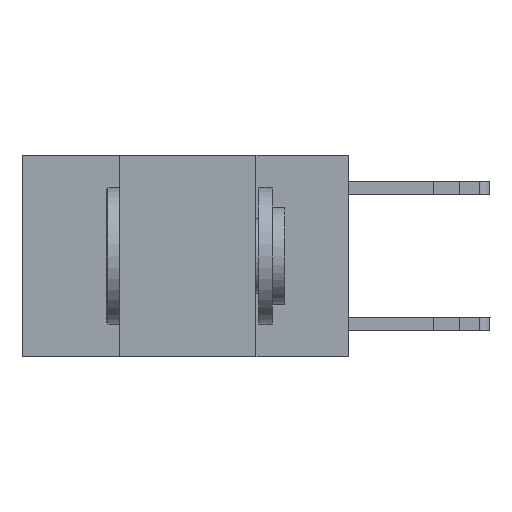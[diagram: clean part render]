
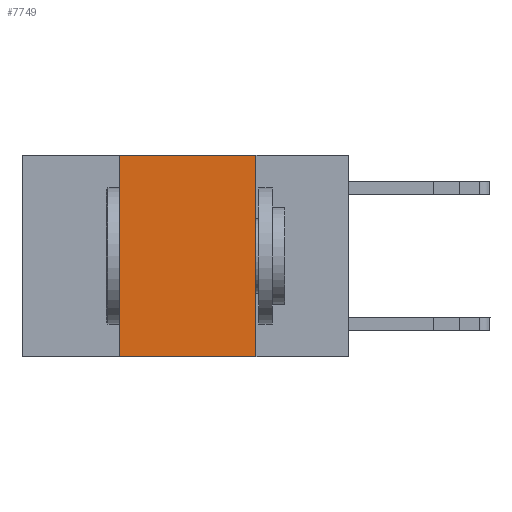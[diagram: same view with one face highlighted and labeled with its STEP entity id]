
A CAD part, left-side view. The second image highlights one B-rep face of the part: STEP entity #7749.
In plain terms, the highlighted planar face has unit normal (-1, 0, 0).
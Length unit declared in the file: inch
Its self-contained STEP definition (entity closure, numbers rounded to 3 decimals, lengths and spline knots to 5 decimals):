
#291 = EDGE_CURVE ( 'NONE', #14530, #4457, #21856, .T. ) ;
#1785 = EDGE_CURVE ( 'NONE', #14530, #7289, #11125, .T. ) ;
#2319 = LINE ( 'NONE', #27008, #3579 ) ;
#2567 = ORIENTED_EDGE ( 'NONE', *, *, #291, .T. ) ;
#2677 = VERTEX_POINT ( 'NONE', #12543 ) ;
#2830 = CARTESIAN_POINT ( 'NONE',  ( 0., 0.42, 0. ) ) ;
#3579 = VECTOR ( 'NONE', #14877, 39.37008 ) ;
#3844 = DIRECTION ( 'NONE',  ( 0., -1., 0. ) ) ;
#4457 = VERTEX_POINT ( 'NONE', #11669 ) ;
#6378 = VECTOR ( 'NONE', #26335, 39.37008 ) ;
#6689 = EDGE_LOOP ( 'NONE', ( #27041, #27094, #9983, #2567 ) ) ;
#7289 = VERTEX_POINT ( 'NONE', #2830 ) ;
#7449 = LINE ( 'NONE', #16605, #13063 ) ;
#7749 = ADVANCED_FACE ( 'NONE', ( #24544 ), #18266, .F. ) ;
#8183 = CARTESIAN_POINT ( 'NONE',  ( 0., 0.6, -0.37 ) ) ;
#8418 = DIRECTION ( 'NONE',  ( 0., -1., 0. ) ) ;
#9048 = AXIS2_PLACEMENT_3D ( 'NONE', #18235, #17904, #17822 ) ;
#9983 = ORIENTED_EDGE ( 'NONE', *, *, #1785, .F. ) ;
#11125 = LINE ( 'NONE', #19087, #6378 ) ;
#11669 = CARTESIAN_POINT ( 'NONE',  ( 0., 0.17, -0.37 ) ) ;
#12543 = CARTESIAN_POINT ( 'NONE',  ( 0., 0.17, 0. ) ) ;
#13063 = VECTOR ( 'NONE', #3844, 39.37008 ) ;
#14530 = VERTEX_POINT ( 'NONE', #25022 ) ;
#14877 = DIRECTION ( 'NONE',  ( 0., 0., -1. ) ) ;
#16605 = CARTESIAN_POINT ( 'NONE',  ( 0., 0.6, 0. ) ) ;
#17058 = VECTOR ( 'NONE', #8418, 39.37008 ) ;
#17822 = DIRECTION ( 'NONE',  ( 0., 0., -1. ) ) ;
#17904 = DIRECTION ( 'NONE',  ( 1., 0., 0. ) ) ;
#17911 = EDGE_CURVE ( 'NONE', #2677, #4457, #2319, .T. ) ;
#18235 = CARTESIAN_POINT ( 'NONE',  ( 0., 0.6, 0. ) ) ;
#18266 = PLANE ( 'NONE',  #9048 ) ;
#19087 = CARTESIAN_POINT ( 'NONE',  ( 0., 0.42, 0. ) ) ;
#21856 = LINE ( 'NONE', #8183, #17058 ) ;
#24544 = FACE_OUTER_BOUND ( 'NONE', #6689, .T. ) ;
#25022 = CARTESIAN_POINT ( 'NONE',  ( 0., 0.42, -0.37 ) ) ;
#26335 = DIRECTION ( 'NONE',  ( 0., 0., 1. ) ) ;
#26896 = EDGE_CURVE ( 'NONE', #7289, #2677, #7449, .T. ) ;
#27008 = CARTESIAN_POINT ( 'NONE',  ( 0., 0.17, 0. ) ) ;
#27041 = ORIENTED_EDGE ( 'NONE', *, *, #17911, .F. ) ;
#27094 = ORIENTED_EDGE ( 'NONE', *, *, #26896, .F. ) ;
